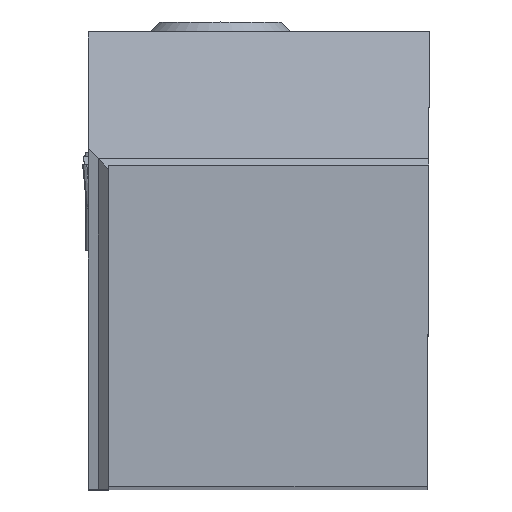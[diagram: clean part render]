
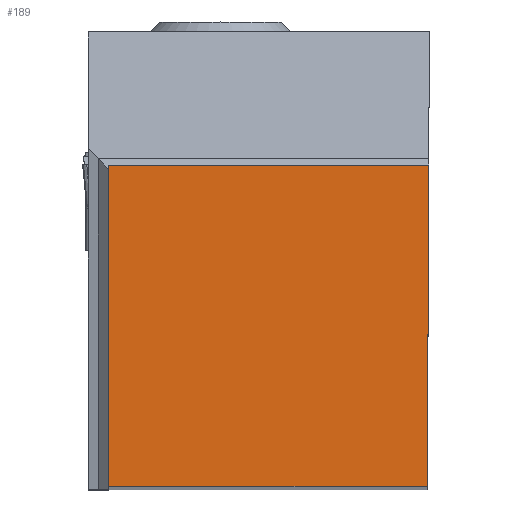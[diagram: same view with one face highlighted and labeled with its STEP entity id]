
A CAD part, top view. The second image highlights one B-rep face of the part: STEP entity #189.
In plain terms, the highlighted planar face has unit normal (0, 0, 1).
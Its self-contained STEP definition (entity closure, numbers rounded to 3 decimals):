
#189=ADVANCED_FACE('BLANK_BOXF006',(#313),#241,.F.);
#241=PLANE('',#1634);
#313=FACE_OUTER_BOUND('',#388,.T.);
#388=EDGE_LOOP('',(#725,#726,#727,#728));
#725=ORIENTED_EDGE('',*,*,#1123,.F.);
#726=ORIENTED_EDGE('',*,*,#1113,.F.);
#727=ORIENTED_EDGE('',*,*,#1122,.F.);
#728=ORIENTED_EDGE('',*,*,#1124,.F.);
#929=VERTEX_POINT('',#2836);
#930=VERTEX_POINT('',#2838);
#935=VERTEX_POINT('',#2853);
#936=VERTEX_POINT('',#2857);
#1113=EDGE_CURVE('',#929,#930,#1265,.T.);
#1122=EDGE_CURVE('',#935,#929,#1274,.T.);
#1123=EDGE_CURVE('',#930,#936,#1275,.T.);
#1124=EDGE_CURVE('',#936,#935,#1276,.T.);
#1265=LINE('',#2837,#1431);
#1274=LINE('',#2854,#1440);
#1275=LINE('',#2856,#1441);
#1276=LINE('',#2858,#1442);
#1431=VECTOR('',#1894,1.);
#1440=VECTOR('',#1907,1.);
#1441=VECTOR('',#1910,1.);
#1442=VECTOR('',#1911,1.);
#1634=AXIS2_PLACEMENT_3D('',#2859,#1912,#1913);
#1894=DIRECTION('',(-1.,0.,0.));
#1907=DIRECTION('',(-0.004,-1.,0.));
#1910=DIRECTION('',(0.,1.,0.));
#1911=DIRECTION('',(1.,0.,0.));
#1912=DIRECTION('',(0.,0.,-1.));
#1913=DIRECTION('',(0.,-1.,0.));
#2836=CARTESIAN_POINT('',(-0.069,0.,0.));
#2837=CARTESIAN_POINT('',(113.6,0.,0.));
#2838=CARTESIAN_POINT('',(-15.748,0.,0.));
#2853=CARTESIAN_POINT('',(0.,15.748,0.));
#2854=CARTESIAN_POINT('',(0.427,113.599,0.));
#2856=CARTESIAN_POINT('',(-15.748,-113.6,0.));
#2857=CARTESIAN_POINT('',(-15.748,15.748,0.));
#2858=CARTESIAN_POINT('',(-113.6,15.748,0.));
#2859=CARTESIAN_POINT('',(-16.743,-5.,0.));
